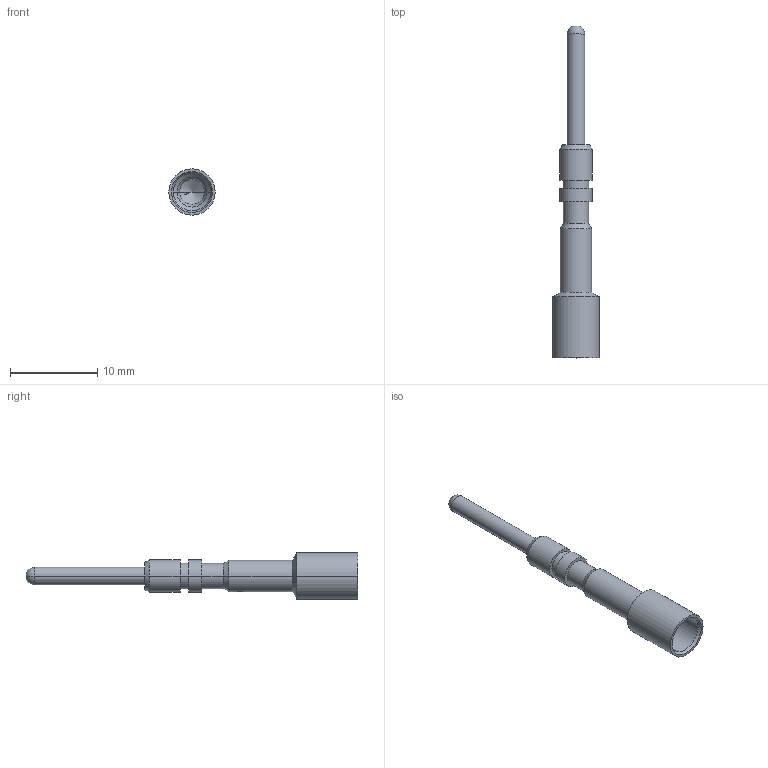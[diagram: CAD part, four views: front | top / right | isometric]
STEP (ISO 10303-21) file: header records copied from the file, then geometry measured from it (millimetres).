
FILE_DESCRIPTION((''),'2;1');
FILE_NAME('M23-MC30G-4P0L','2017-08-31T',('hq.zhang'),(''),'PRO/ENGINEER BY PARAMETRIC TECHNOLOGY CORPORATION, 2012480','PRO/ENGINEER BY PARAMETRIC TECHNOLOGY CORPORATION, 2012480','');
FILE_SCHEMA(('AUTOMOTIVE_DESIGN { 1 0 10303 214 1 1 1 1 }'));
Length unit declared in the file: millimetre
Products named in the file (1): M23-MC30G-4P0L
Bounding box: 5.3 x 38 x 5.3 mm (x, y, z)
Volume: 217.7 mm3; surface area: 593.8 mm2
Topology: 1 solids, 1 shells, 42 faces, 86 edges, 49 vertices
Faces by surface type: cylinder 20, cone 12, plane 6, sphere 2, torus 2
Entity records: 1197 total; most frequent: CARTESIAN_POINT 221, DIRECTION 212, ORIENTED_EDGE 168, AXIS2_PLACEMENT_3D 90, EDGE_CURVE 84, VERTEX_POINT 49, EDGE_LOOP 49, CIRCLE 48
